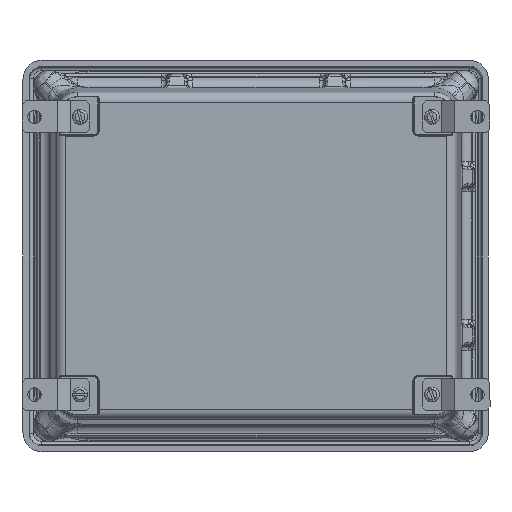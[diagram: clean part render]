
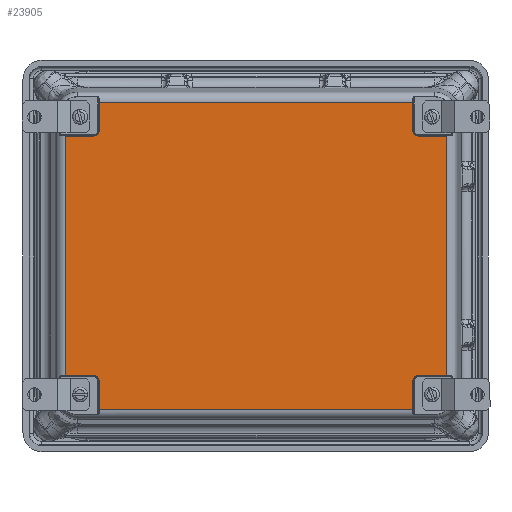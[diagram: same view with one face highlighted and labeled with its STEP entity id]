
A CAD part, front view. The second image highlights one B-rep face of the part: STEP entity #23905.
In plain terms, the highlighted planar face has unit normal (0, -1, 0).
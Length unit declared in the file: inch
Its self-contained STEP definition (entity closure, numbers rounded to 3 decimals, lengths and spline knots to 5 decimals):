
#594 = AXIS2_PLACEMENT_3D ( 'NONE', #7443, #29867, #10676 ) ;
#1448 = VERTEX_POINT ( 'NONE', #31508 ) ;
#1698 = CARTESIAN_POINT ( 'NONE',  ( 4.82524, -4.12744, -3.02895 ) ) ;
#1825 = VECTOR ( 'NONE', #16665, 39.37008 ) ;
#2306 = FACE_OUTER_BOUND ( 'NONE', #18319, .T. ) ;
#3208 = LINE ( 'NONE', #15064, #34299 ) ;
#3382 = EDGE_CURVE ( 'NONE', #24184, #34783, #3208, .T. ) ;
#3454 = ORIENTED_EDGE ( 'NONE', *, *, #3382, .T. ) ;
#3636 = DIRECTION ( 'NONE',  ( 0., 0., -1. ) ) ;
#3939 = CARTESIAN_POINT ( 'NONE',  ( -3.96727, -4.12744, -3.16846 ) ) ;
#4875 = VERTEX_POINT ( 'NONE', #32803 ) ;
#5207 = PLANE ( 'NONE',  #7107 ) ;
#5520 = DIRECTION ( 'NONE',  ( 1., 0., 0. ) ) ;
#6273 = DIRECTION ( 'NONE',  ( 0., 0., -1. ) ) ;
#6379 = CARTESIAN_POINT ( 'NONE',  ( 3.96719, -4.12744, 3.88693 ) ) ;
#6956 = CIRCLE ( 'NONE', #15631, 0.13951 ) ;
#6993 = VERTEX_POINT ( 'NONE', #11840 ) ;
#6996 = CARTESIAN_POINT ( 'NONE',  ( 3.96719, -4.12744, -3.16846 ) ) ;
#7101 = CARTESIAN_POINT ( 'NONE',  ( -4.82531, -4.12744, 3.02889 ) ) ;
#7107 = AXIS2_PLACEMENT_3D ( 'NONE', #33671, #8445, #30885 ) ;
#7385 = CARTESIAN_POINT ( 'NONE',  ( 4.82524, -4.12744, -3.58404 ) ) ;
#7443 = CARTESIAN_POINT ( 'NONE',  ( 4.1067, -4.12744, 3.1684 ) ) ;
#8445 = DIRECTION ( 'NONE',  ( 0., -1., 0. ) ) ;
#8599 = EDGE_CURVE ( 'NONE', #18609, #33071, #37132, .T. ) ;
#8769 = CARTESIAN_POINT ( 'NONE',  ( -4.10678, -4.12744, -3.02895 ) ) ;
#9232 = DIRECTION ( 'NONE',  ( 0., 1., 0. ) ) ;
#9626 = CARTESIAN_POINT ( 'NONE',  ( -4.10678, -4.12744, 3.1684 ) ) ;
#10098 = CARTESIAN_POINT ( 'NONE',  ( -4.82531, -4.12744, -3.58404 ) ) ;
#10378 = LINE ( 'NONE', #6996, #1825 ) ;
#10553 = VERTEX_POINT ( 'NONE', #36082 ) ;
#10615 = DIRECTION ( 'NONE',  ( 0., 0., 1. ) ) ;
#10676 = DIRECTION ( 'NONE',  ( 0., 0., -1. ) ) ;
#10752 = VERTEX_POINT ( 'NONE', #28350 ) ;
#11783 = EDGE_CURVE ( 'NONE', #40037, #10752, #30001, .T. ) ;
#11840 = CARTESIAN_POINT ( 'NONE',  ( 4.1067, -4.12744, -3.02895 ) ) ;
#12097 = CARTESIAN_POINT ( 'NONE',  ( -3.96727, -4.12744, -3.88699 ) ) ;
#12199 = EDGE_CURVE ( 'NONE', #21687, #6993, #27486, .T. ) ;
#12308 = EDGE_CURVE ( 'NONE', #12983, #23022, #23442, .T. ) ;
#12768 = AXIS2_PLACEMENT_3D ( 'NONE', #19101, #41605, #22291 ) ;
#12783 = CARTESIAN_POINT ( 'NONE',  ( -3.96727, -4.12744, 3.88693 ) ) ;
#12863 = DIRECTION ( 'NONE',  ( 0., 0., -1. ) ) ;
#12983 = VERTEX_POINT ( 'NONE', #7101 ) ;
#13380 = CARTESIAN_POINT ( 'NONE',  ( 4.1067, -4.12744, 3.02889 ) ) ;
#13656 = ORIENTED_EDGE ( 'NONE', *, *, #39954, .T. ) ;
#13690 = VECTOR ( 'NONE', #28837, 39.37008 ) ;
#13759 = VECTOR ( 'NONE', #10615, 39.37008 ) ;
#14413 = ORIENTED_EDGE ( 'NONE', *, *, #21867, .T. ) ;
#14701 = VERTEX_POINT ( 'NONE', #26078 ) ;
#14757 = LINE ( 'NONE', #7385, #13759 ) ;
#14915 = VECTOR ( 'NONE', #3636, 39.37008 ) ;
#15064 = CARTESIAN_POINT ( 'NONE',  ( -3.96727, -4.12744, -3.88699 ) ) ;
#15631 = AXIS2_PLACEMENT_3D ( 'NONE', #28464, #9232, #31668 ) ;
#16209 = CIRCLE ( 'NONE', #35072, 0.13951 ) ;
#16350 = EDGE_CURVE ( 'NONE', #10553, #18609, #30819, .T. ) ;
#16665 = DIRECTION ( 'NONE',  ( 0., 0., 1. ) ) ;
#16758 = ORIENTED_EDGE ( 'NONE', *, *, #12308, .T. ) ;
#16865 = VECTOR ( 'NONE', #20734, 39.37008 ) ;
#17543 = CARTESIAN_POINT ( 'NONE',  ( -4.82531, -4.12744, 3.02889 ) ) ;
#18301 = DIRECTION ( 'NONE',  ( 0., 0., -1. ) ) ;
#18319 = EDGE_LOOP ( 'NONE', ( #13656, #37515, #19050, #34925, #38731, #21040, #40196, #34966, #21255, #21182, #29285, #30268, #16758, #40797, #14413, #3454 ) ) ;
#18609 = VERTEX_POINT ( 'NONE', #12783 ) ;
#19050 = ORIENTED_EDGE ( 'NONE', *, *, #12199, .T. ) ;
#19101 = CARTESIAN_POINT ( 'NONE',  ( 4.1067, -4.12744, -3.16846 ) ) ;
#19131 = DIRECTION ( 'NONE',  ( -1., 0., 0. ) ) ;
#20734 = DIRECTION ( 'NONE',  ( -1., 0., 0. ) ) ;
#21040 = ORIENTED_EDGE ( 'NONE', *, *, #11783, .T. ) ;
#21182 = ORIENTED_EDGE ( 'NONE', *, *, #8599, .T. ) ;
#21255 = ORIENTED_EDGE ( 'NONE', *, *, #16350, .T. ) ;
#21441 = DIRECTION ( 'NONE',  ( 1., 0., 0. ) ) ;
#21687 = VERTEX_POINT ( 'NONE', #33358 ) ;
#21867 = EDGE_CURVE ( 'NONE', #14701, #24184, #6956, .T. ) ;
#21992 = CARTESIAN_POINT ( 'NONE',  ( 3.96719, -4.12744, -3.88699 ) ) ;
#22282 = VECTOR ( 'NONE', #19131, 39.37008 ) ;
#22291 = DIRECTION ( 'NONE',  ( 0., 0., -1. ) ) ;
#23022 = VERTEX_POINT ( 'NONE', #39473 ) ;
#23442 = LINE ( 'NONE', #10098, #14915 ) ;
#23543 = EDGE_CURVE ( 'NONE', #29787, #21687, #10378, .T. ) ;
#23629 = CIRCLE ( 'NONE', #594, 0.13951 ) ;
#23905 = ADVANCED_FACE ( 'NONE', ( #2306 ), #5207, .T. ) ;
#24184 = VERTEX_POINT ( 'NONE', #3939 ) ;
#24352 = EDGE_CURVE ( 'NONE', #1448, #12983, #33877, .T. ) ;
#24431 = VECTOR ( 'NONE', #5520, 39.37008 ) ;
#25962 = EDGE_CURVE ( 'NONE', #4875, #40037, #14757, .T. ) ;
#26078 = CARTESIAN_POINT ( 'NONE',  ( -4.10678, -4.12744, -3.02895 ) ) ;
#27486 = CIRCLE ( 'NONE', #12768, 0.13951 ) ;
#28350 = CARTESIAN_POINT ( 'NONE',  ( 4.1067, -4.12744, 3.02889 ) ) ;
#28407 = EDGE_CURVE ( 'NONE', #37269, #10553, #30730, .T. ) ;
#28464 = CARTESIAN_POINT ( 'NONE',  ( -4.10678, -4.12744, -3.16846 ) ) ;
#28594 = VECTOR ( 'NONE', #6273, 39.37008 ) ;
#28837 = DIRECTION ( 'NONE',  ( 0., 0., 1. ) ) ;
#29285 = ORIENTED_EDGE ( 'NONE', *, *, #32074, .T. ) ;
#29787 = VERTEX_POINT ( 'NONE', #21992 ) ;
#29867 = DIRECTION ( 'NONE',  ( 0., 1., 0. ) ) ;
#29894 = DIRECTION ( 'NONE',  ( 1., 0., 0. ) ) ;
#30001 = LINE ( 'NONE', #13380, #38566 ) ;
#30268 = ORIENTED_EDGE ( 'NONE', *, *, #24352, .T. ) ;
#30730 = LINE ( 'NONE', #6379, #13690 ) ;
#30819 = LINE ( 'NONE', #38354, #22282 ) ;
#30885 = DIRECTION ( 'NONE',  ( 0., 0., -1. ) ) ;
#30965 = CARTESIAN_POINT ( 'NONE',  ( -3.96727, -4.12744, 3.1684 ) ) ;
#31508 = CARTESIAN_POINT ( 'NONE',  ( -4.10678, -4.12744, 3.02889 ) ) ;
#31668 = DIRECTION ( 'NONE',  ( 0., 0., -1. ) ) ;
#31984 = LINE ( 'NONE', #1698, #39561 ) ;
#32053 = DIRECTION ( 'NONE',  ( 0., 1., 0. ) ) ;
#32074 = EDGE_CURVE ( 'NONE', #33071, #1448, #16209, .T. ) ;
#32803 = CARTESIAN_POINT ( 'NONE',  ( 4.82524, -4.12744, -3.02895 ) ) ;
#33071 = VERTEX_POINT ( 'NONE', #30965 ) ;
#33358 = CARTESIAN_POINT ( 'NONE',  ( 3.96719, -4.12744, -3.16846 ) ) ;
#33671 = CARTESIAN_POINT ( 'NONE',  ( -4.52236, -4.12744, -3.58404 ) ) ;
#33877 = LINE ( 'NONE', #17543, #16865 ) ;
#34299 = VECTOR ( 'NONE', #18301, 39.37008 ) ;
#34765 = CARTESIAN_POINT ( 'NONE',  ( 4.82524, -4.12744, 3.02889 ) ) ;
#34783 = VERTEX_POINT ( 'NONE', #12097 ) ;
#34925 = ORIENTED_EDGE ( 'NONE', *, *, #38020, .T. ) ;
#34966 = ORIENTED_EDGE ( 'NONE', *, *, #28407, .T. ) ;
#35072 = AXIS2_PLACEMENT_3D ( 'NONE', #9626, #32053, #12863 ) ;
#35819 = DIRECTION ( 'NONE',  ( -1., 0., 0. ) ) ;
#36082 = CARTESIAN_POINT ( 'NONE',  ( 3.96719, -4.12744, 3.88693 ) ) ;
#37132 = LINE ( 'NONE', #41563, #28594 ) ;
#37269 = VERTEX_POINT ( 'NONE', #40846 ) ;
#37515 = ORIENTED_EDGE ( 'NONE', *, *, #23543, .T. ) ;
#37623 = EDGE_CURVE ( 'NONE', #23022, #14701, #41573, .T. ) ;
#37940 = VECTOR ( 'NONE', #21441, 39.37008 ) ;
#38020 = EDGE_CURVE ( 'NONE', #6993, #4875, #31984, .T. ) ;
#38354 = CARTESIAN_POINT ( 'NONE',  ( -4.52236, -4.12744, 3.88693 ) ) ;
#38566 = VECTOR ( 'NONE', #35819, 39.37008 ) ;
#38731 = ORIENTED_EDGE ( 'NONE', *, *, #25962, .T. ) ;
#38955 = LINE ( 'NONE', #40745, #37940 ) ;
#39473 = CARTESIAN_POINT ( 'NONE',  ( -4.82531, -4.12744, -3.02895 ) ) ;
#39561 = VECTOR ( 'NONE', #29894, 39.37008 ) ;
#39954 = EDGE_CURVE ( 'NONE', #34783, #29787, #38955, .T. ) ;
#40037 = VERTEX_POINT ( 'NONE', #34765 ) ;
#40196 = ORIENTED_EDGE ( 'NONE', *, *, #41466, .T. ) ;
#40745 = CARTESIAN_POINT ( 'NONE',  ( -4.52236, -4.12744, -3.88699 ) ) ;
#40797 = ORIENTED_EDGE ( 'NONE', *, *, #37623, .T. ) ;
#40846 = CARTESIAN_POINT ( 'NONE',  ( 3.96719, -4.12744, 3.1684 ) ) ;
#41466 = EDGE_CURVE ( 'NONE', #10752, #37269, #23629, .T. ) ;
#41563 = CARTESIAN_POINT ( 'NONE',  ( -3.96727, -4.12744, 3.1684 ) ) ;
#41573 = LINE ( 'NONE', #8769, #24431 ) ;
#41605 = DIRECTION ( 'NONE',  ( 0., 1., 0. ) ) ;
